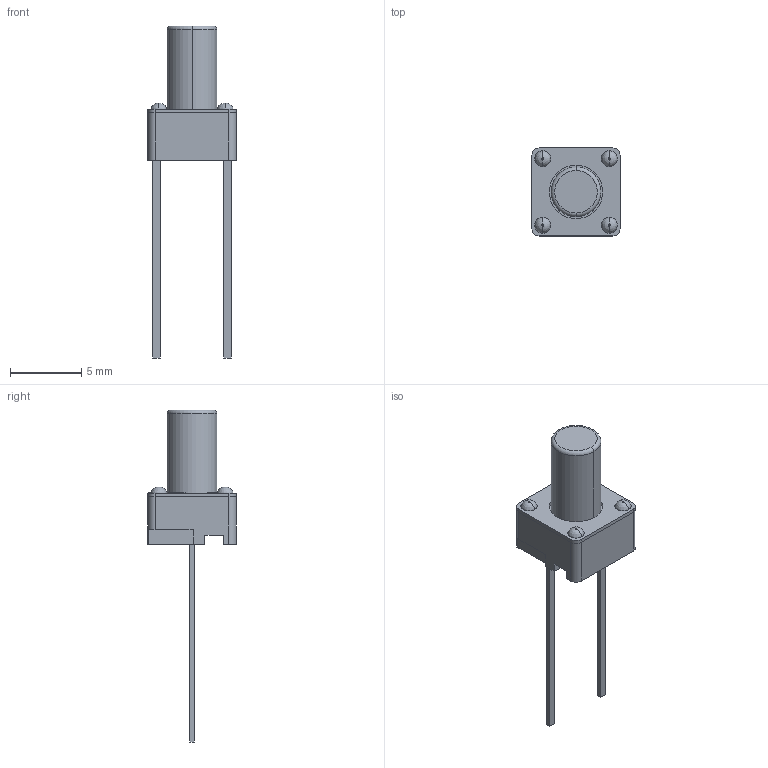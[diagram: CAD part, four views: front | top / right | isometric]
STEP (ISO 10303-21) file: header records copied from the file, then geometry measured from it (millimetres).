
FILE_DESCRIPTION(('FreeCAD Model'),'2;1');
FILE_NAME('Open CASCADE Shape Model','2024-09-06T09:37:57',( 'kicad StepUp'),('ksu MCAD'),'Open CASCADE STEP processor 7.6', 'FreeCAD','Unknown');
FILE_SCHEMA(('AUTOMOTIVE_DESIGN { 1 0 10303 214 1 1 1 1 }'));
Length unit declared in the file: millimetre
Products named in the file (1): FSM8JRT
Bounding box: 6.2 x 6.2 x 23.37 mm (x, y, z)
Volume: 192.4 mm3; surface area: 288.6 mm2
Topology: 1 solids, 1 shells, 66 faces, 150 edges, 94 vertices
Faces by surface type: plane 36, cylinder 20, revolution 8, torus 2
Entity records: 2390 total; most frequent: CARTESIAN_POINT 367, DIRECTION 334, ORIENTED_EDGE 300, EDGE_CURVE 150, AXIS2_PLACEMENT_3D 117, VERTEX_POINT 94, LINE 92, VECTOR 92
